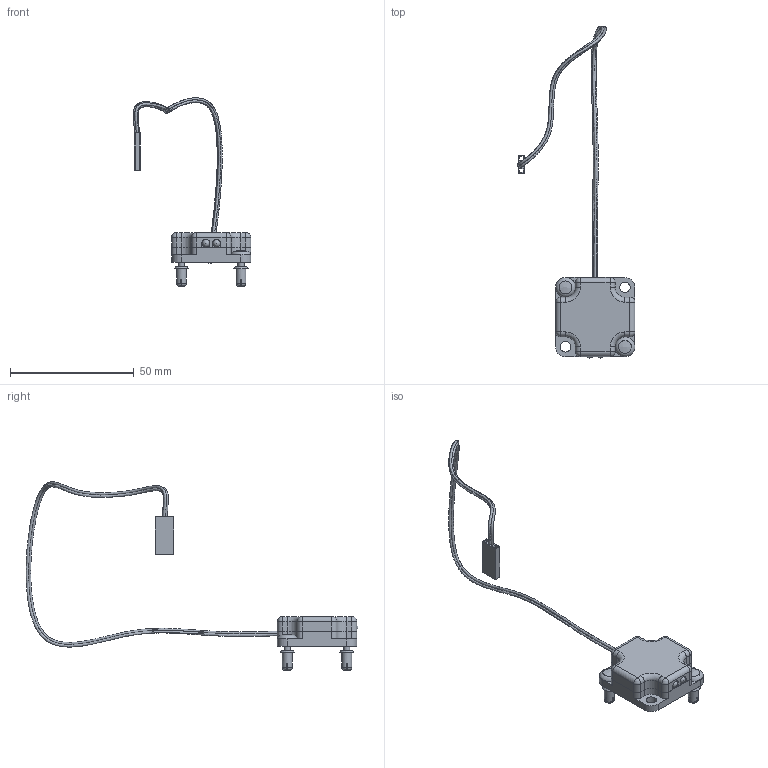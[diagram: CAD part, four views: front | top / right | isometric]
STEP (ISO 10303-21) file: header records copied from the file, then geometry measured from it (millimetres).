
FILE_DESCRIPTION( ( '' ), ' ' );
FILE_NAME( '5e2f03fe81632712b2213f32.step', '2020-01-27T15:38:38', ( '' ), ( '' ), ' ', ' ', ' ' );
FILE_SCHEMA( ( 'AUTOMOTIVE_DESIGN { 1 0 10303 214 1 1 1 1 }' ) );
Length unit declared in the file: metre
Products named in the file (11): 45-2006 ODS <1>; 45-0100; Part 2; Part 1; 45-0116; Assem1; 11-6002 Quick Connect - Medium; Molex 3-Wire; BB ODS Red Wire; BB ODS Black Wire; BB ODS Yellow Wire
Assembly tree (11 placements, depth 3):
  Assem1
    11-6002 Quick Connect - Medium  x2
    Molex 3-Wire
    BB ODS Red Wire
    BB ODS Black Wire
    BB ODS Yellow Wire
    45-2006 ODS <1>
      45-0100
      Part 2
      Part 1
      45-0116
Bounding box: 47.52 x 133.92 x 76.01 mm (x, y, z)
Volume: 5537.6 mm3; surface area: 9889.2 mm2
Topology: 10 solids, 10 shells, 442 faces, 1157 edges, 744 vertices
Faces by surface type: plane 197, cylinder 166, sphere 38, torus 30, cone 6, bspline 5
Full cylindrical faces by diameter (mm): 1.85 x2, 2.25 x2, 2.45 x4, 2.55 x4, 3 x2, 4 x2, 4.2 x4, 5 x2
Entity records: 17644 total; most frequent: CARTESIAN_POINT 4572, DIRECTION 2028, ORIENTED_EDGE 1992, EDGE_CURVE 996, AXIS2_PLACEMENT_3D 740, VERTEX_POINT 651, LINE 548, VECTOR 548
